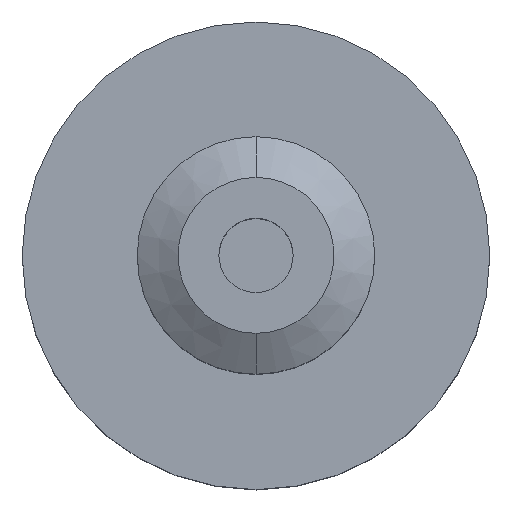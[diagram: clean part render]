
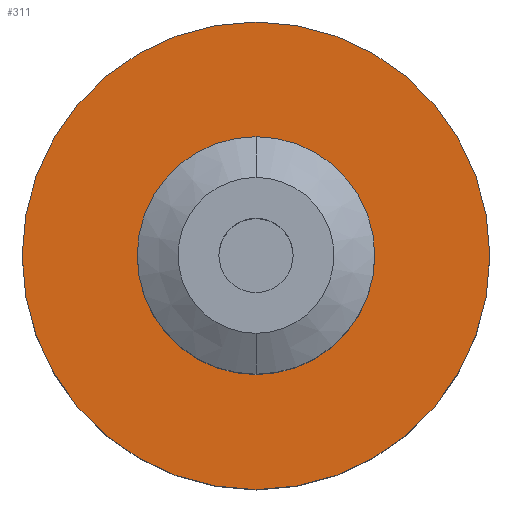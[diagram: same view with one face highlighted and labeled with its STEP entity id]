
A CAD part, top view. The second image highlights one B-rep face of the part: STEP entity #311.
In plain terms, the highlighted planar face has unit normal (0, 0, 1).
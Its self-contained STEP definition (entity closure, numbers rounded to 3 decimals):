
#50 = CARTESIAN_POINT ( 'NONE',  ( 0., 0., 26. ) ) ;
#214 = AXIS2_PLACEMENT_3D ( 'NONE', #1236, #763, #885 ) ;
#279 = CARTESIAN_POINT ( 'NONE',  ( 0., 0., 26. ) ) ;
#281 = EDGE_CURVE ( 'NONE', #404, #1035, #335, .T. ) ;
#282 = DIRECTION ( 'NONE',  ( 0., 0., -1. ) ) ;
#285 = FACE_BOUND ( 'NONE', #738, .T. ) ;
#307 = CARTESIAN_POINT ( 'NONE',  ( 0., 0., 26. ) ) ;
#311 = ADVANCED_FACE ( 'NONE', ( #285, #409 ), #709, .T. ) ;
#335 = CIRCLE ( 'NONE', #1543, 31.5 ) ;
#393 = EDGE_CURVE ( 'NONE', #1035, #404, #497, .T. ) ;
#404 = VERTEX_POINT ( 'NONE', #1076 ) ;
#409 = FACE_OUTER_BOUND ( 'NONE', #791, .T. ) ;
#439 = DIRECTION ( 'NONE',  ( 0., 0., -1. ) ) ;
#497 = CIRCLE ( 'NONE', #1330, 31.5 ) ;
#607 = ORIENTED_EDGE ( 'NONE', *, *, #281, .F. ) ;
#614 = EDGE_CURVE ( 'NONE', #1152, #1041, #1458, .T. ) ;
#631 = AXIS2_PLACEMENT_3D ( 'NONE', #279, #282, #1043 ) ;
#703 = ORIENTED_EDGE ( 'NONE', *, *, #393, .F. ) ;
#709 = PLANE ( 'NONE',  #853 ) ;
#738 = EDGE_LOOP ( 'NONE', ( #1609, #836 ) ) ;
#763 = DIRECTION ( 'NONE',  ( 0., 0., -1. ) ) ;
#791 = EDGE_LOOP ( 'NONE', ( #703, #607 ) ) ;
#816 = DIRECTION ( 'NONE',  ( 0., -1., 0. ) ) ;
#836 = ORIENTED_EDGE ( 'NONE', *, *, #614, .T. ) ;
#853 = AXIS2_PLACEMENT_3D ( 'NONE', #307, #1438, #816 ) ;
#885 = DIRECTION ( 'NONE',  ( 0., -1., 0. ) ) ;
#902 = CIRCLE ( 'NONE', #631, 16. ) ;
#1035 = VERTEX_POINT ( 'NONE', #1204 ) ;
#1041 = VERTEX_POINT ( 'NONE', #1419 ) ;
#1043 = DIRECTION ( 'NONE',  ( 0., -1., 0. ) ) ;
#1076 = CARTESIAN_POINT ( 'NONE',  ( 0., -31.5, 26. ) ) ;
#1152 = VERTEX_POINT ( 'NONE', #1472 ) ;
#1157 = CARTESIAN_POINT ( 'NONE',  ( 0., 0., 26. ) ) ;
#1186 = DIRECTION ( 'NONE',  ( 0., 1., 0. ) ) ;
#1204 = CARTESIAN_POINT ( 'NONE',  ( 0., 31.5, 26. ) ) ;
#1236 = CARTESIAN_POINT ( 'NONE',  ( 0., 0., 26. ) ) ;
#1277 = DIRECTION ( 'NONE',  ( 0., 0., -1. ) ) ;
#1330 = AXIS2_PLACEMENT_3D ( 'NONE', #50, #439, #1186 ) ;
#1402 = DIRECTION ( 'NONE',  ( 0., 1., 0. ) ) ;
#1419 = CARTESIAN_POINT ( 'NONE',  ( 0., -16., 26. ) ) ;
#1438 = DIRECTION ( 'NONE',  ( 0., 0., 1. ) ) ;
#1458 = CIRCLE ( 'NONE', #214, 16. ) ;
#1472 = CARTESIAN_POINT ( 'NONE',  ( 0., 16., 26. ) ) ;
#1543 = AXIS2_PLACEMENT_3D ( 'NONE', #1157, #1277, #1402 ) ;
#1554 = EDGE_CURVE ( 'NONE', #1041, #1152, #902, .T. ) ;
#1609 = ORIENTED_EDGE ( 'NONE', *, *, #1554, .T. ) ;
